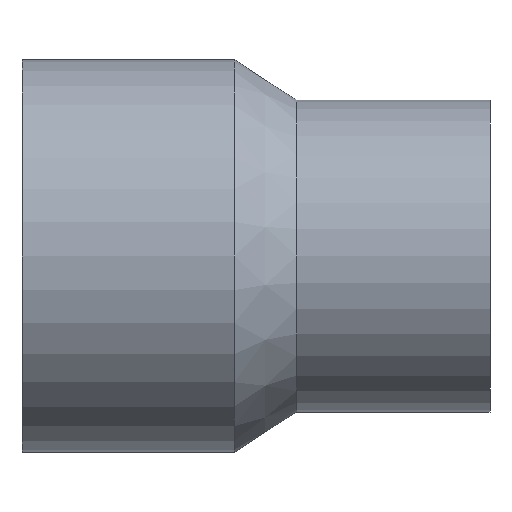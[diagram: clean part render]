
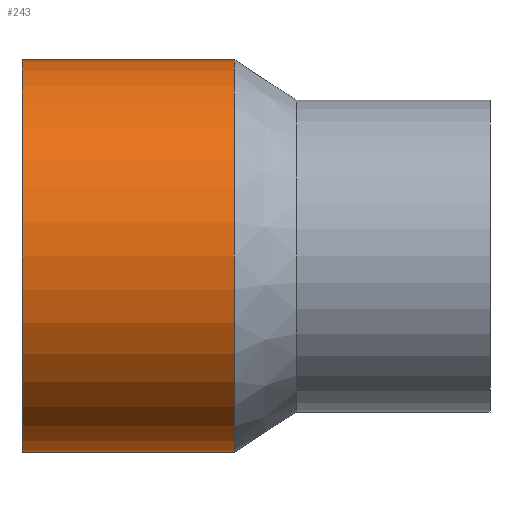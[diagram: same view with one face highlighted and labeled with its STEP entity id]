
A CAD part, front view. The second image highlights one B-rep face of the part: STEP entity #243.
In plain terms, the highlighted cylindrical face has radius 157.5 mm (diameter 315 mm), a full revolution.
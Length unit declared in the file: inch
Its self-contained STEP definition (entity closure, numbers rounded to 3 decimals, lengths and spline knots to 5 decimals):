
#7 = ORIENTED_EDGE ( 'NONE', *, *, #96, .T. ) ;
#19 = FACE_OUTER_BOUND ( 'NONE', #176, .T. ) ;
#22 = EDGE_LOOP ( 'NONE', ( #26 ) ) ;
#26 = ORIENTED_EDGE ( 'NONE', *, *, #131, .T. ) ;
#54 = CARTESIAN_POINT ( 'NONE',  ( 6.69291, 0., 0. ) ) ;
#55 = AXIS2_PLACEMENT_3D ( 'NONE', #112, #87, #73 ) ;
#57 = CIRCLE ( 'NONE', #232, 6.20079 ) ;
#68 = DIRECTION ( 'NONE',  ( -1., 0., 0. ) ) ;
#73 = DIRECTION ( 'NONE',  ( 0., 0., -1. ) ) ;
#87 = DIRECTION ( 'NONE',  ( 1., 0., 0. ) ) ;
#96 = EDGE_CURVE ( 'NONE', #207, #207, #149, .T. ) ;
#110 = FACE_OUTER_BOUND ( 'NONE', #22, .T. ) ;
#112 = CARTESIAN_POINT ( 'NONE',  ( 0., 0., 0. ) ) ;
#124 = DIRECTION ( 'NONE',  ( 0., 0., -1. ) ) ;
#129 = CARTESIAN_POINT ( 'NONE',  ( 3.34646, 0., 0. ) ) ;
#131 = EDGE_CURVE ( 'NONE', #244, #244, #57, .T. ) ;
#133 = CARTESIAN_POINT ( 'NONE',  ( 6.69291, 0., -6.20079 ) ) ;
#138 = DIRECTION ( 'NONE',  ( 0., 0., -1. ) ) ;
#149 = CIRCLE ( 'NONE', #55, 6.20079 ) ;
#176 = EDGE_LOOP ( 'NONE', ( #7 ) ) ;
#187 = CARTESIAN_POINT ( 'NONE',  ( 0., 0., -6.20079 ) ) ;
#190 = DIRECTION ( 'NONE',  ( 1., 0., 0. ) ) ;
#207 = VERTEX_POINT ( 'NONE', #187 ) ;
#210 = CYLINDRICAL_SURFACE ( 'NONE', #224, 6.20079 ) ;
#224 = AXIS2_PLACEMENT_3D ( 'NONE', #129, #190, #124 ) ;
#232 = AXIS2_PLACEMENT_3D ( 'NONE', #54, #68, #138 ) ;
#243 = ADVANCED_FACE ( 'NONE', ( #110, #19 ), #210, .T. ) ;
#244 = VERTEX_POINT ( 'NONE', #133 ) ;
